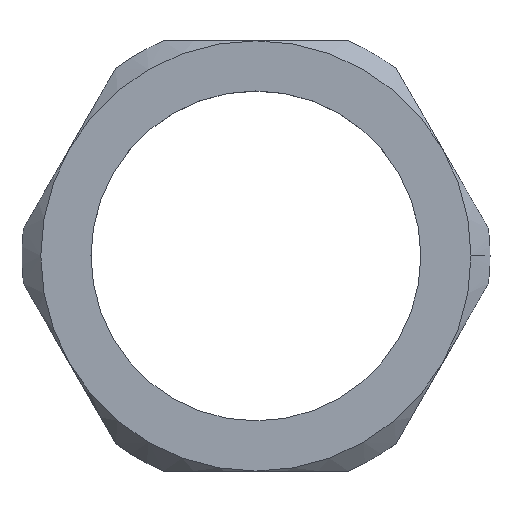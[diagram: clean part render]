
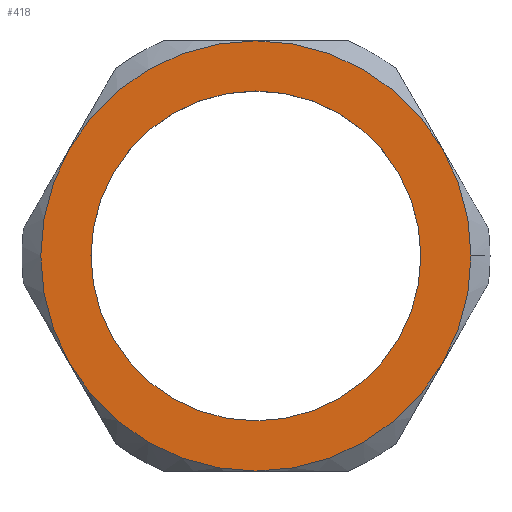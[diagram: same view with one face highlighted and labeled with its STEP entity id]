
A CAD part, top view. The second image highlights one B-rep face of the part: STEP entity #418.
In plain terms, the highlighted planar face has unit normal (0, 0, 1).
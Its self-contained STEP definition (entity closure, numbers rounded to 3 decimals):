
#21 = AXIS2_PLACEMENT_3D ( 'NONE', #151, #152, #153 ) ;
#22 = AXIS2_PLACEMENT_3D ( 'NONE', #186, #190, #191 ) ;
#25 = AXIS2_PLACEMENT_3D ( 'NONE', #157, #158, #159 ) ;
#28 = AXIS2_PLACEMENT_3D ( 'NONE', #192, #193, #194 ) ;
#32 = AXIS2_PLACEMENT_3D ( 'NONE', #195, #196, #197 ) ;
#33 = AXIS2_PLACEMENT_3D ( 'NONE', #198, #199, #200 ) ;
#35 = AXIS2_PLACEMENT_3D ( 'NONE', #201, #202, #203 ) ;
#36 = AXIS2_PLACEMENT_3D ( 'NONE', #204, #205, #206 ) ;
#37 = AXIS2_PLACEMENT_3D ( 'NONE', #207, #208, #209 ) ;
#89 = FACE_BOUND ( 'NONE', #767, .T. ) ;
#103 = AXIS2_PLACEMENT_3D ( 'NONE', #637, #636, #635 ) ;
#108 = FACE_OUTER_BOUND ( 'NONE', #749, .T. ) ;
#151 = CARTESIAN_POINT ( 'NONE',  ( 0., 0., 2.8 ) ) ;
#152 = DIRECTION ( 'NONE',  ( 0., 0., 1. ) ) ;
#153 = DIRECTION ( 'NONE',  ( 1., 0., 0. ) ) ;
#157 = CARTESIAN_POINT ( 'NONE',  ( 0., 0., 2.8 ) ) ;
#158 = DIRECTION ( 'NONE',  ( 0., 0., 1. ) ) ;
#159 = DIRECTION ( 'NONE',  ( 1., 0., 0. ) ) ;
#186 = CARTESIAN_POINT ( 'NONE',  ( 0., 0., 2.8 ) ) ;
#190 = DIRECTION ( 'NONE',  ( 0., 0., 1. ) ) ;
#191 = DIRECTION ( 'NONE',  ( 1., 0., 0. ) ) ;
#192 = CARTESIAN_POINT ( 'NONE',  ( 0., 0., 2.8 ) ) ;
#193 = DIRECTION ( 'NONE',  ( 0., 0., 1. ) ) ;
#194 = DIRECTION ( 'NONE',  ( 1., 0., 0. ) ) ;
#195 = CARTESIAN_POINT ( 'NONE',  ( 0., 0., 2.8 ) ) ;
#196 = DIRECTION ( 'NONE',  ( 0., 0., 1. ) ) ;
#197 = DIRECTION ( 'NONE',  ( 1., 0., 0. ) ) ;
#198 = CARTESIAN_POINT ( 'NONE',  ( 0., 0., 2.8 ) ) ;
#199 = DIRECTION ( 'NONE',  ( 0., 0., 1. ) ) ;
#200 = DIRECTION ( 'NONE',  ( 1., 0., 0. ) ) ;
#201 = CARTESIAN_POINT ( 'NONE',  ( 0., 0., 2.8 ) ) ;
#202 = DIRECTION ( 'NONE',  ( 0., 0., 1. ) ) ;
#203 = DIRECTION ( 'NONE',  ( 1., 0., 0. ) ) ;
#204 = CARTESIAN_POINT ( 'NONE',  ( 0., 0., 2.8 ) ) ;
#205 = DIRECTION ( 'NONE',  ( 0., 0., 1. ) ) ;
#206 = DIRECTION ( 'NONE',  ( 1., 0., 0. ) ) ;
#207 = CARTESIAN_POINT ( 'NONE',  ( 0., 0., 2.8 ) ) ;
#208 = DIRECTION ( 'NONE',  ( 0., 0., 1. ) ) ;
#209 = DIRECTION ( 'NONE',  ( 1., 0., 0. ) ) ;
#374 = CARTESIAN_POINT ( 'NONE',  ( -7.794, -4.5, 2.8 ) ) ;
#384 = CARTESIAN_POINT ( 'NONE',  ( 6.9, 0., 2.8 ) ) ;
#386 = CARTESIAN_POINT ( 'NONE',  ( 7.794, 4.5, 2.8 ) ) ;
#389 = CARTESIAN_POINT ( 'NONE',  ( 7.794, -4.5, 2.8 ) ) ;
#391 = CARTESIAN_POINT ( 'NONE',  ( 0., 9., 2.8 ) ) ;
#393 = CARTESIAN_POINT ( 'NONE',  ( 9., 0., 2.8 ) ) ;
#396 = CARTESIAN_POINT ( 'NONE',  ( -7.794, 4.5, 2.8 ) ) ;
#397 = CARTESIAN_POINT ( 'NONE',  ( -6.9, 0., 2.8 ) ) ;
#398 = CARTESIAN_POINT ( 'NONE',  ( 0., -9., 2.8 ) ) ;
#418 = ADVANCED_FACE ( 'NONE', ( #89, #108 ), #638, .T. ) ;
#441 = EDGE_CURVE ( 'NONE', #793, #786, #512, .T. ) ;
#443 = EDGE_CURVE ( 'NONE', #797, #784, #510, .T. ) ;
#452 = EDGE_CURVE ( 'NONE', #784, #797, #506, .T. ) ;
#453 = EDGE_CURVE ( 'NONE', #789, #793, #505, .T. ) ;
#454 = EDGE_CURVE ( 'NONE', #786, #791, #504, .T. ) ;
#455 = EDGE_CURVE ( 'NONE', #791, #796, #503, .T. ) ;
#456 = EDGE_CURVE ( 'NONE', #796, #774, #502, .T. ) ;
#457 = EDGE_CURVE ( 'NONE', #774, #798, #501, .T. ) ;
#458 = EDGE_CURVE ( 'NONE', #798, #789, #500, .T. ) ;
#500 = CIRCLE ( 'NONE', #37, 9. ) ;
#501 = CIRCLE ( 'NONE', #36, 9. ) ;
#502 = CIRCLE ( 'NONE', #35, 9. ) ;
#503 = CIRCLE ( 'NONE', #33, 9. ) ;
#504 = CIRCLE ( 'NONE', #32, 9. ) ;
#505 = CIRCLE ( 'NONE', #28, 9. ) ;
#506 = CIRCLE ( 'NONE', #22, 6.9 ) ;
#510 = CIRCLE ( 'NONE', #25, 6.9 ) ;
#512 = CIRCLE ( 'NONE', #21, 9. ) ;
#635 = DIRECTION ( 'NONE',  ( 1., 0., 0. ) ) ;
#636 = DIRECTION ( 'NONE',  ( 0., 0., 1. ) ) ;
#637 = CARTESIAN_POINT ( 'NONE',  ( 0., 0., 2.8 ) ) ;
#638 = PLANE ( 'NONE',  #103 ) ;
#749 = EDGE_LOOP ( 'NONE', ( #822, #823, #820, #825, #824, #826, #827 ) ) ;
#767 = EDGE_LOOP ( 'NONE', ( #819, #821 ) ) ;
#774 = VERTEX_POINT ( 'NONE', #374 ) ;
#784 = VERTEX_POINT ( 'NONE', #384 ) ;
#786 = VERTEX_POINT ( 'NONE', #386 ) ;
#789 = VERTEX_POINT ( 'NONE', #389 ) ;
#791 = VERTEX_POINT ( 'NONE', #391 ) ;
#793 = VERTEX_POINT ( 'NONE', #393 ) ;
#796 = VERTEX_POINT ( 'NONE', #396 ) ;
#797 = VERTEX_POINT ( 'NONE', #397 ) ;
#798 = VERTEX_POINT ( 'NONE', #398 ) ;
#819 = ORIENTED_EDGE ( 'NONE', *, *, #443, .F. ) ;
#820 = ORIENTED_EDGE ( 'NONE', *, *, #454, .T. ) ;
#821 = ORIENTED_EDGE ( 'NONE', *, *, #452, .F. ) ;
#822 = ORIENTED_EDGE ( 'NONE', *, *, #453, .T. ) ;
#823 = ORIENTED_EDGE ( 'NONE', *, *, #441, .T. ) ;
#824 = ORIENTED_EDGE ( 'NONE', *, *, #456, .T. ) ;
#825 = ORIENTED_EDGE ( 'NONE', *, *, #455, .T. ) ;
#826 = ORIENTED_EDGE ( 'NONE', *, *, #457, .T. ) ;
#827 = ORIENTED_EDGE ( 'NONE', *, *, #458, .T. ) ;
